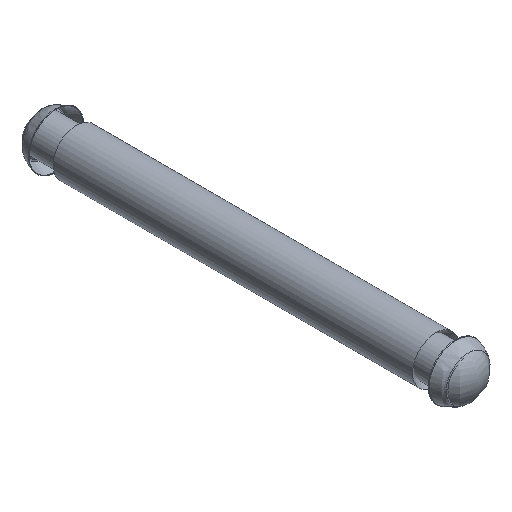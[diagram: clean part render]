
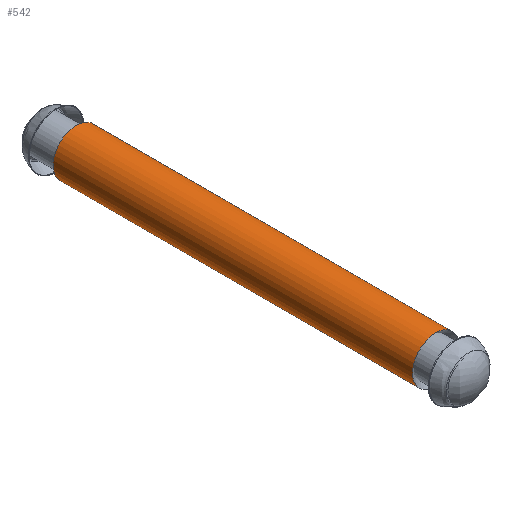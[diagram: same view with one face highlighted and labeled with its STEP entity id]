
A CAD part, isometric view. The second image highlights one B-rep face of the part: STEP entity #542.
In plain terms, the highlighted cylindrical face has radius 11.906 mm (diameter 23.812 mm), a full revolution.
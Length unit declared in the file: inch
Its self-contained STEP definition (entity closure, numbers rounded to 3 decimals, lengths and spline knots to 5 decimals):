
#2 = CARTESIAN_POINT ( 'NONE',  ( 0., 7.56576, 0. ) ) ;
#31 = VERTEX_POINT ( 'NONE', #583 ) ;
#81 = DIRECTION ( 'NONE',  ( 0., -1., 0. ) ) ;
#83 = CARTESIAN_POINT ( 'NONE',  ( 0., 0.30825, -0.46875 ) ) ;
#86 = DIRECTION ( 'NONE',  ( 0., 0., -1. ) ) ;
#127 = AXIS2_PLACEMENT_3D ( 'NONE', #402, #538, #459 ) ;
#141 = EDGE_LOOP ( 'NONE', ( #309 ) ) ;
#155 = EDGE_CURVE ( 'NONE', #31, #31, #236, .T. ) ;
#230 = VERTEX_POINT ( 'NONE', #83 ) ;
#236 = CIRCLE ( 'NONE', #317, 0.46875 ) ;
#261 = FACE_OUTER_BOUND ( 'NONE', #141, .T. ) ;
#278 = EDGE_CURVE ( 'NONE', #230, #230, #594, .T. ) ;
#308 = AXIS2_PLACEMENT_3D ( 'NONE', #513, #510, #325 ) ;
#309 = ORIENTED_EDGE ( 'NONE', *, *, #278, .T. ) ;
#317 = AXIS2_PLACEMENT_3D ( 'NONE', #2, #81, #86 ) ;
#325 = DIRECTION ( 'NONE',  ( 0., 0., -1. ) ) ;
#402 = CARTESIAN_POINT ( 'NONE',  ( 0., -2.3622, 0. ) ) ;
#453 = FACE_OUTER_BOUND ( 'NONE', #476, .T. ) ;
#459 = DIRECTION ( 'NONE',  ( 0., 0., -1. ) ) ;
#476 = EDGE_LOOP ( 'NONE', ( #553 ) ) ;
#510 = DIRECTION ( 'NONE',  ( 0., 1., 0. ) ) ;
#513 = CARTESIAN_POINT ( 'NONE',  ( 0., 0.30825, 0. ) ) ;
#532 = CYLINDRICAL_SURFACE ( 'NONE', #127, 0.46875 ) ;
#538 = DIRECTION ( 'NONE',  ( 0., -1., 0. ) ) ;
#542 = ADVANCED_FACE ( 'NONE', ( #261, #453 ), #532, .T. ) ;
#553 = ORIENTED_EDGE ( 'NONE', *, *, #155, .T. ) ;
#583 = CARTESIAN_POINT ( 'NONE',  ( 0., 7.56576, -0.46875 ) ) ;
#594 = CIRCLE ( 'NONE', #308, 0.46875 ) ;
